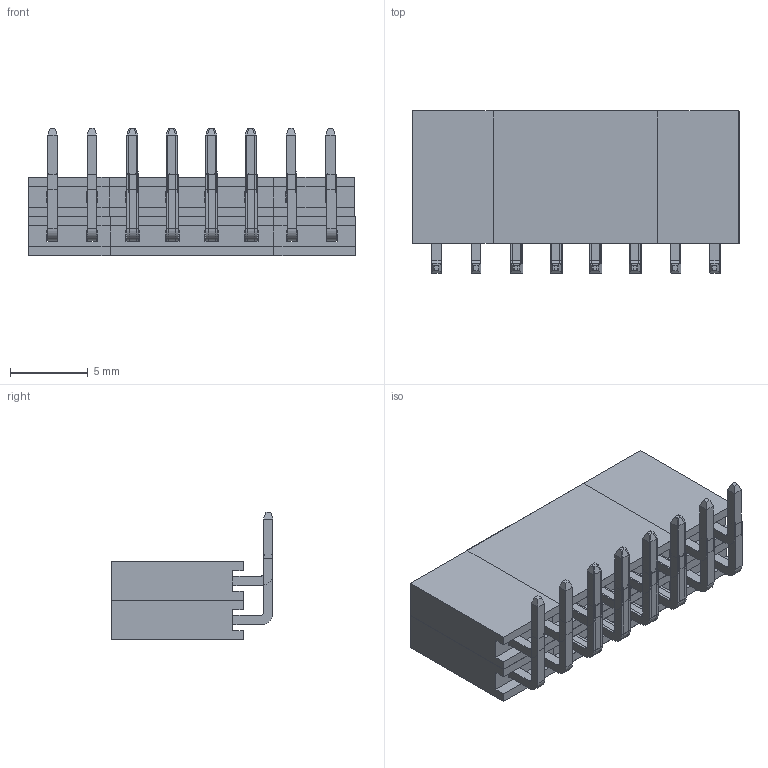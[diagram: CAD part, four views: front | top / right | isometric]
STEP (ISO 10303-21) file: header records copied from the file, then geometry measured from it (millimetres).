
FILE_DESCRIPTION(('FreeCAD Model'),'2;1');
FILE_NAME('Open CASCADE Shape Model','2023-09-26T21:33:57',('Author'),( ''),'Open CASCADE STEP processor 7.6','FreeCAD','Unknown');
FILE_SCHEMA(('AUTOMOTIVE_DESIGN { 1 0 10303 214 1 1 1 1 }'));
Length unit declared in the file: millimetre
Products named in the file (5): Unnamed4; 1x6_RF; 1x6_RF001; 1x6_RF002; 1x6_RF003
Assembly tree (4 placements, depth 2):
  Unnamed4
    1x6_RF
    1x6_RF001
    1x6_RF002
    1x6_RF003
Bounding box: 21 x 10.41 x 8.22 mm (x, y, z)
Volume: 1281.6 mm3; surface area: 2586.4 mm2
Topology: 4 solids, 4 shells, 856 faces, 2208 edges, 1408 vertices
Faces by surface type: plane 760, cylinder 96
Entity records: 31732 total; most frequent: CARTESIAN_POINT 4477, ORIENTED_EDGE 4416, DIRECTION 4122, EDGE_CURVE 2208, LINE 2016, VECTOR 2016, VERTEX_POINT 1408, AXIS2_PLACEMENT_3D 1053
